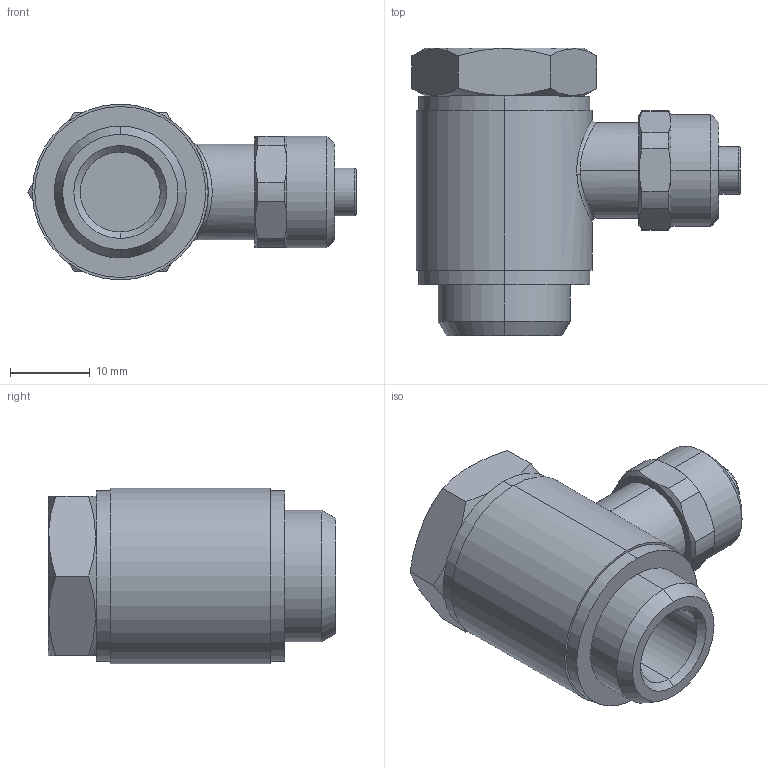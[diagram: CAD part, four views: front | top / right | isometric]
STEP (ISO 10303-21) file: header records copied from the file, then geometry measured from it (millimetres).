
FILE_DESCRIPTION (( 'STEP AP203' ), '1' );
FILE_NAME ('02240043.STEP', '2011-10-21T14:42:45', ( '' ), ( 'sopra-pneumatic' ), 'SwSTEP 2.0', 'SolidWorks 2011', '' );
FILE_SCHEMA (( 'CONFIG_CONTROL_DESIGN' ));
Length unit declared in the file: millimetre
Products named in the file (1): 02240043
Bounding box: 41.05 x 36 x 22 mm (x, y, z)
Volume: 12264.9 mm3; surface area: 5075.4 mm2
Topology: 1 solids, 1 shells, 77 faces, 179 edges, 112 vertices
Faces by surface type: cylinder 26, cone 24, plane 23, bspline 2, torus 2
Entity records: 2838 total; most frequent: CARTESIAN_POINT 1037, DIRECTION 362, ORIENTED_EDGE 356, EDGE_CURVE 178, AXIS2_PLACEMENT_3D 153, VERTEX_POINT 111, EDGE_LOOP 87, CIRCLE 77
